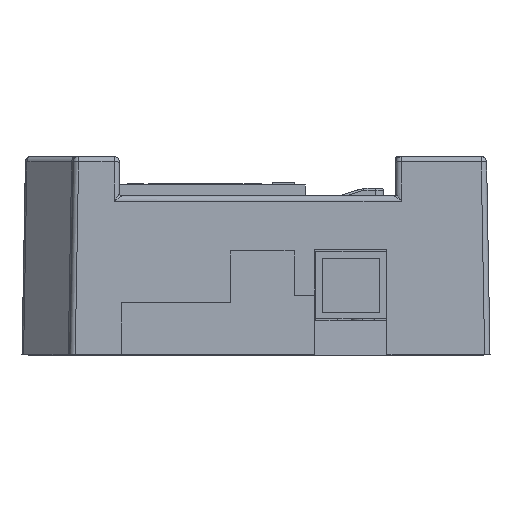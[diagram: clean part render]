
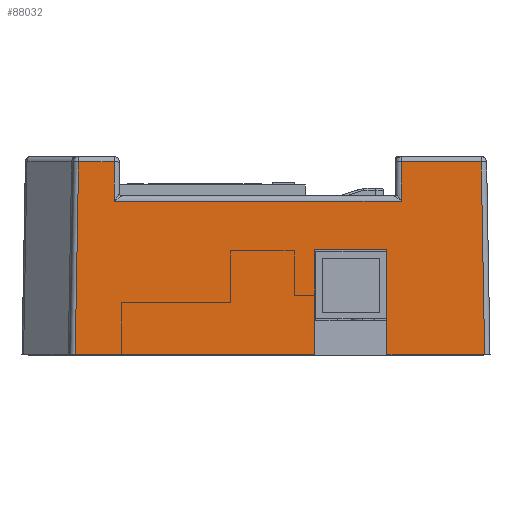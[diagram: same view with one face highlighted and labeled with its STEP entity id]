
A CAD part, left-side view. The second image highlights one B-rep face of the part: STEP entity #88032.
In plain terms, the highlighted planar face has unit normal (-1, 0, 0.018).
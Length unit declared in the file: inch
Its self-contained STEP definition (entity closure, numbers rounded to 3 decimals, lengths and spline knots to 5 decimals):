
#1355 = VERTEX_POINT ( 'NONE', #26430 ) ;
#2192 = ORIENTED_EDGE ( 'NONE', *, *, #34249, .T. ) ;
#2293 = VECTOR ( 'NONE', #45859, 39.37008 ) ;
#4316 = LINE ( 'NONE', #5690, #98780 ) ;
#4832 = VERTEX_POINT ( 'NONE', #102055 ) ;
#5690 = CARTESIAN_POINT ( 'NONE',  ( 0.01498, 1.3, 0.85829 ) ) ;
#6014 = CARTESIAN_POINT ( 'NONE',  ( 0.02497, 2.79, 1.4307 ) ) ;
#7410 = CARTESIAN_POINT ( 'NONE',  ( 0., 2.79, 0. ) ) ;
#8989 = VECTOR ( 'NONE', #84409, 39.37008 ) ;
#11075 = VECTOR ( 'NONE', #51764, 39.37008 ) ;
#11665 = CARTESIAN_POINT ( 'NONE',  ( 0.01361, 0.765, 0.78 ) ) ;
#11932 = ORIENTED_EDGE ( 'NONE', *, *, #37069, .T. ) ;
#12740 = DIRECTION ( 'NONE',  ( -0.017, 0., -1. ) ) ;
#16922 = EDGE_CURVE ( 'NONE', #48621, #38474, #24114, .T. ) ;
#20068 = EDGE_CURVE ( 'NONE', #88787, #25033, #97774, .T. ) ;
#22430 = EDGE_CURVE ( 'NONE', #65161, #76168, #71016, .T. ) ;
#23233 = CARTESIAN_POINT ( 'NONE',  ( 0., 3.08001, 0. ) ) ;
#24114 = LINE ( 'NONE', #70132, #112718 ) ;
#25033 = VERTEX_POINT ( 'NONE', #28297 ) ;
#26430 = CARTESIAN_POINT ( 'NONE',  ( 0.01991, 2.79, 1.1407 ) ) ;
#26670 = AXIS2_PLACEMENT_3D ( 'NONE', #65092, #37945, #101951 ) ;
#27064 = CARTESIAN_POINT ( 'NONE',  ( 0., 1.3, 0. ) ) ;
#28297 = CARTESIAN_POINT ( 'NONE',  ( 0., 0.765, 0. ) ) ;
#28637 = VECTOR ( 'NONE', #12740, 39.37008 ) ;
#28747 = EDGE_LOOP ( 'NONE', ( #73308, #2192, #83385, #32846, #69222, #77527, #54239, #51987, #11932, #57614, #29457, #46129, #36069, #58786 ) ) ;
#29457 = ORIENTED_EDGE ( 'NONE', *, *, #105327, .T. ) ;
#29738 = CARTESIAN_POINT ( 'NONE',  ( 0.02497, 0., 1.4307 ) ) ;
#31983 = EDGE_CURVE ( 'NONE', #58807, #4832, #76217, .T. ) ;
#32846 = ORIENTED_EDGE ( 'NONE', *, *, #20068, .T. ) ;
#33258 = DIRECTION ( 'NONE',  ( 0.017, 0., 1. ) ) ;
#33757 = DIRECTION ( 'NONE',  ( -0.017, 0.017, -1. ) ) ;
#33915 = DIRECTION ( 'NONE',  ( 0., -1., 0. ) ) ;
#34249 = EDGE_CURVE ( 'NONE', #76168, #79456, #4316, .T. ) ;
#34688 = CARTESIAN_POINT ( 'NONE',  ( 0.00785, 1.3, 0.45 ) ) ;
#36069 = ORIENTED_EDGE ( 'NONE', *, *, #42697, .T. ) ;
#37069 = EDGE_CURVE ( 'NONE', #72159, #1355, #76397, .T. ) ;
#37945 = DIRECTION ( 'NONE',  ( -1., 0., 0.017 ) ) ;
#38219 = FACE_OUTER_BOUND ( 'NONE', #28747, .T. ) ;
#38474 = VERTEX_POINT ( 'NONE', #23233 ) ;
#42697 = EDGE_CURVE ( 'NONE', #38474, #49462, #73534, .T. ) ;
#45394 = VECTOR ( 'NONE', #94056, 39.37008 ) ;
#45859 = DIRECTION ( 'NONE',  ( 0.017, 0.017, 1. ) ) ;
#46129 = ORIENTED_EDGE ( 'NONE', *, *, #16922, .T. ) ;
#46764 = VECTOR ( 'NONE', #93558, 39.37008 ) ;
#48621 = VERTEX_POINT ( 'NONE', #53381 ) ;
#49094 = VECTOR ( 'NONE', #62368, 39.37008 ) ;
#49462 = VERTEX_POINT ( 'NONE', #70004 ) ;
#51764 = DIRECTION ( 'NONE',  ( 0., -1., 0. ) ) ;
#51987 = ORIENTED_EDGE ( 'NONE', *, *, #86723, .T. ) ;
#52697 = CARTESIAN_POINT ( 'NONE',  ( 0.02497, 0., 1.4307 ) ) ;
#53199 = CARTESIAN_POINT ( 'NONE',  ( 0.00137, 0.765, 0.07852 ) ) ;
#53381 = CARTESIAN_POINT ( 'NONE',  ( 0.02497, 3.05503, 1.4307 ) ) ;
#54239 = ORIENTED_EDGE ( 'NONE', *, *, #31983, .T. ) ;
#55159 = CARTESIAN_POINT ( 'NONE',  ( 0.01991, 0., 1.1407 ) ) ;
#55707 = LINE ( 'NONE', #67490, #28637 ) ;
#56886 = LINE ( 'NONE', #104510, #102730 ) ;
#57614 = ORIENTED_EDGE ( 'NONE', *, *, #75094, .T. ) ;
#58786 = ORIENTED_EDGE ( 'NONE', *, *, #81229, .T. ) ;
#58807 = VERTEX_POINT ( 'NONE', #63430 ) ;
#62368 = DIRECTION ( 'NONE',  ( -0.017, 0., -1. ) ) ;
#63430 = CARTESIAN_POINT ( 'NONE',  ( 0.02497, 0.06497, 1.4307 ) ) ;
#64087 = EDGE_CURVE ( 'NONE', #25033, #90254, #56886, .T. ) ;
#64156 = CARTESIAN_POINT ( 'NONE',  ( -0.00001, 0.03998, -0.0007 ) ) ;
#64487 = EDGE_CURVE ( 'NONE', #79456, #88787, #75411, .T. ) ;
#65092 = CARTESIAN_POINT ( 'NONE',  ( 0., 0., 0. ) ) ;
#65161 = VERTEX_POINT ( 'NONE', #27064 ) ;
#67490 = CARTESIAN_POINT ( 'NONE',  ( 0., 0.66, 0. ) ) ;
#68093 = DIRECTION ( 'NONE',  ( 0., -1., 0. ) ) ;
#69222 = ORIENTED_EDGE ( 'NONE', *, *, #64087, .T. ) ;
#70004 = CARTESIAN_POINT ( 'NONE',  ( 0., 2.745, 0. ) ) ;
#70132 = CARTESIAN_POINT ( 'NONE',  ( 0.00094, 3.07907, 0.05373 ) ) ;
#71016 = LINE ( 'NONE', #74739, #46764 ) ;
#71334 = DIRECTION ( 'NONE',  ( 0.017, 0., 1. ) ) ;
#72159 = VERTEX_POINT ( 'NONE', #81379 ) ;
#73308 = ORIENTED_EDGE ( 'NONE', *, *, #22430, .T. ) ;
#73534 = LINE ( 'NONE', #88662, #95024 ) ;
#74060 = CARTESIAN_POINT ( 'NONE',  ( 0., 0.03999, 0. ) ) ;
#74739 = CARTESIAN_POINT ( 'NONE',  ( 0., 1.3, 0. ) ) ;
#75094 = EDGE_CURVE ( 'NONE', #1355, #105298, #111708, .T. ) ;
#75411 = LINE ( 'NONE', #11665, #45394 ) ;
#76168 = VERTEX_POINT ( 'NONE', #34688 ) ;
#76217 = LINE ( 'NONE', #29738, #8989 ) ;
#76397 = LINE ( 'NONE', #55159, #95031 ) ;
#77527 = ORIENTED_EDGE ( 'NONE', *, *, #94329, .T. ) ;
#79456 = VERTEX_POINT ( 'NONE', #92232 ) ;
#80792 = CARTESIAN_POINT ( 'NONE',  ( 0.01361, 0.765, 0.78 ) ) ;
#81095 = PLANE ( 'NONE',  #26670 ) ;
#81229 = EDGE_CURVE ( 'NONE', #49462, #65161, #108300, .T. ) ;
#81379 = CARTESIAN_POINT ( 'NONE',  ( 0.01991, 0.66, 1.1407 ) ) ;
#83385 = ORIENTED_EDGE ( 'NONE', *, *, #64487, .T. ) ;
#84409 = DIRECTION ( 'NONE',  ( 0., 1., 0. ) ) ;
#86723 = EDGE_CURVE ( 'NONE', #4832, #72159, #55707, .T. ) ;
#87360 = CARTESIAN_POINT ( 'NONE',  ( 0., 2.745, 0. ) ) ;
#87374 = VECTOR ( 'NONE', #71334, 39.37008 ) ;
#88032 = ADVANCED_FACE ( 'NONE', ( #38219 ), #81095, .T. ) ;
#88662 = CARTESIAN_POINT ( 'NONE',  ( 0., 0., 0. ) ) ;
#88787 = VERTEX_POINT ( 'NONE', #80792 ) ;
#89708 = VECTOR ( 'NONE', #107516, 39.37008 ) ;
#90254 = VERTEX_POINT ( 'NONE', #74060 ) ;
#92232 = CARTESIAN_POINT ( 'NONE',  ( 0.01361, 1.3, 0.78 ) ) ;
#93558 = DIRECTION ( 'NONE',  ( 0.017, 0., 1. ) ) ;
#94056 = DIRECTION ( 'NONE',  ( 0., -1., 0. ) ) ;
#94329 = EDGE_CURVE ( 'NONE', #90254, #58807, #96754, .T. ) ;
#95024 = VECTOR ( 'NONE', #33915, 39.37008 ) ;
#95031 = VECTOR ( 'NONE', #109948, 39.37008 ) ;
#96754 = LINE ( 'NONE', #64156, #2293 ) ;
#97774 = LINE ( 'NONE', #53199, #49094 ) ;
#98780 = VECTOR ( 'NONE', #33258, 39.37008 ) ;
#101951 = DIRECTION ( 'NONE',  ( 0.017, 0., 1. ) ) ;
#102055 = CARTESIAN_POINT ( 'NONE',  ( 0.02497, 0.66, 1.4307 ) ) ;
#102730 = VECTOR ( 'NONE', #68093, 39.37008 ) ;
#104510 = CARTESIAN_POINT ( 'NONE',  ( 0., 0., 0. ) ) ;
#105298 = VERTEX_POINT ( 'NONE', #6014 ) ;
#105327 = EDGE_CURVE ( 'NONE', #105298, #48621, #114040, .T. ) ;
#107516 = DIRECTION ( 'NONE',  ( 0., 1., 0. ) ) ;
#108300 = LINE ( 'NONE', #87360, #11075 ) ;
#109948 = DIRECTION ( 'NONE',  ( 0., 1., 0. ) ) ;
#111708 = LINE ( 'NONE', #7410, #87374 ) ;
#112718 = VECTOR ( 'NONE', #33757, 39.37008 ) ;
#114040 = LINE ( 'NONE', #52697, #89708 ) ;
